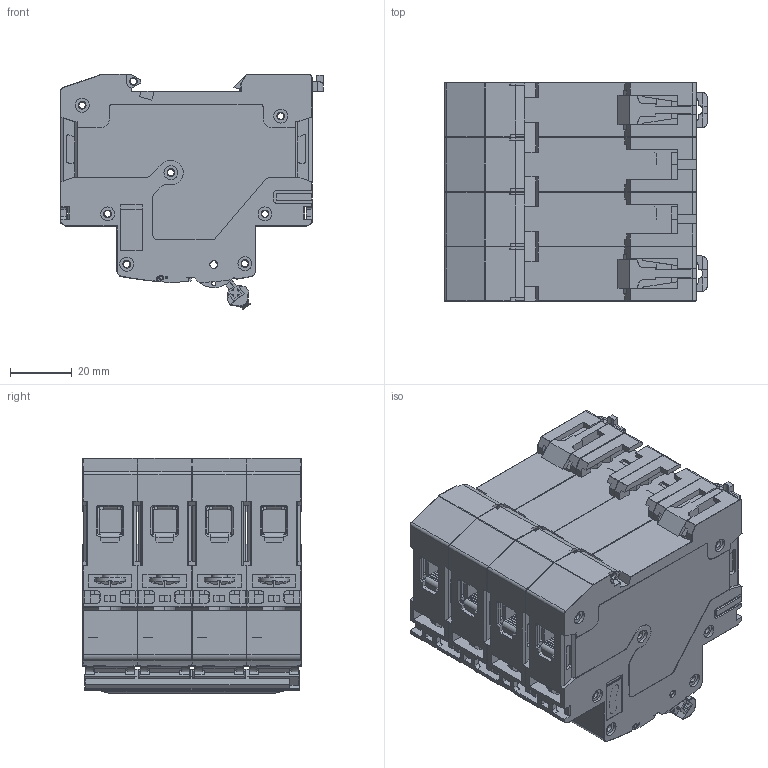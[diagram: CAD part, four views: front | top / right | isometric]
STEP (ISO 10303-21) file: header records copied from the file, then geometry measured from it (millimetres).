
FILE_DESCRIPTION (( 'STEP AP203' ), '1' );
FILE_NAME ('!!-4P-M10N.STEP', '2023-07-28T11:29:03', ( '' ), ( '' ), 'SwSTEP 2.0', 'SolidWorks 2022', '' );
FILE_SCHEMA (( 'CONFIG_CONTROL_DESIGN' ));
Products named in the file (1): !!-4P-M10N
Bounding box: 85.2 x 70.8 x 76.19 mm (x, y, z)
Volume: 286645.2 mm3; surface area: 89955.8 mm2
Topology: 1 solids, 26 shells, 5613 faces, 15678 edges, 10003 vertices
Faces by surface type: plane 3480, cylinder 1560, cone 216, torus 175, bspline 118, sphere 64
Entity records: 189326 total; most frequent: CARTESIAN_POINT 45135, ORIENTED_EDGE 31272, DIRECTION 28904, EDGE_CURVE 15636, LINE 10548, VECTOR 10548, VERTEX_POINT 10003, AXIS2_PLACEMENT_3D 9178
